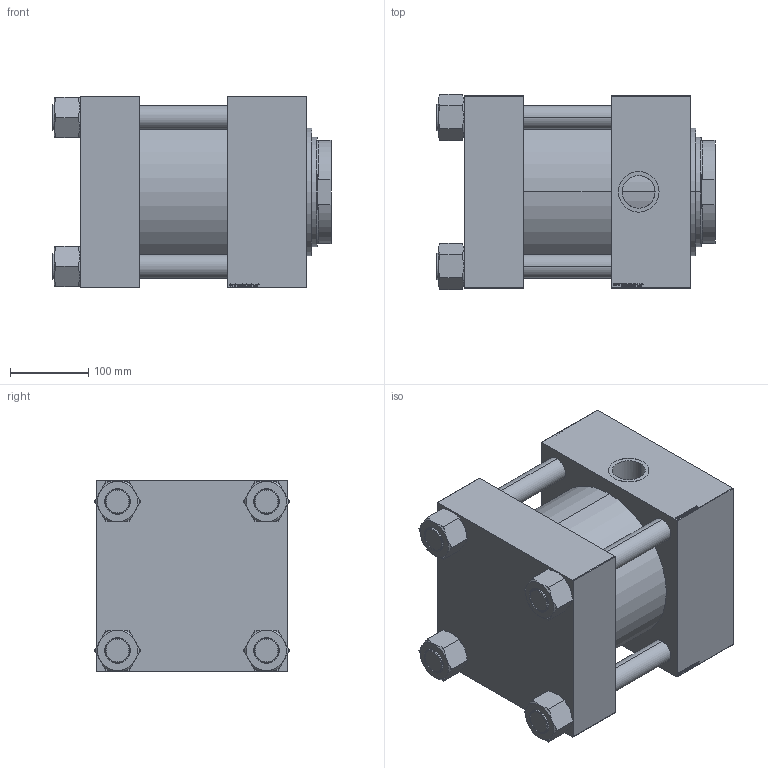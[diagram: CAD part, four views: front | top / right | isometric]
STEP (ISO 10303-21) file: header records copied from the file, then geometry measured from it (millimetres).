
FILE_DESCRIPTION (( 'STEP AP203' ), '1' );
FILE_NAME ('1328.STEP', '2022-04-16T23:35:37', ( '' ), ( '' ), 'SwSTEP 2.0', 'SolidWorks 2019', '' );
FILE_SCHEMA (( 'CONFIG_CONTROL_DESIGN' ));
Length unit declared in the file: millimetre
Products named in the file (6): V215CD_Body_C 3c770b57665191978d36a86ee0042612; V215CD_VCP_C 3c770b57665191978d36a86ee0042612; V215CD_VC_C 3c770b57665191978d36a86ee0042612; V215CD_C_TYCINKA 3c770b57665191978d36a86ee0042612; NUT_M5_V215CD_C 3c770b57665191978d36a86ee0042612; 1328
Assembly tree (11 placements, depth 2):
  1328
    V215CD_Body_C 3c770b57665191978d36a86ee0042612
    V215CD_VC_C 3c770b57665191978d36a86ee0042612
    V215CD_VCP_C 3c770b57665191978d36a86ee0042612
    V215CD_C_TYCINKA 3c770b57665191978d36a86ee0042612  x4
    NUT_M5_V215CD_C 3c770b57665191978d36a86ee0042612  x4
Bounding box: 356 x 249.44 x 245 mm (x, y, z)
Volume: 13900678.4 mm3; surface area: 1071060.2 mm2
Topology: 11 solids, 11 shells, 1203 faces, 3045 edges, 1983 vertices
Faces by surface type: plane 576, bspline 392, cone 136, cylinder 91, torus 8
Entity records: 50899 total; most frequent: CARTESIAN_POINT 27270, ORIENTED_EDGE 5354, DIRECTION 3411, EDGE_CURVE 2677, VERTEX_POINT 1761, LINE 1619, VECTOR 1619, EDGE_LOOP 1178
